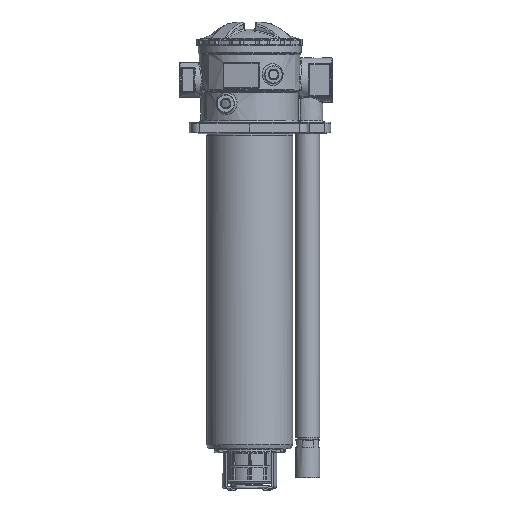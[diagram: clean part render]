
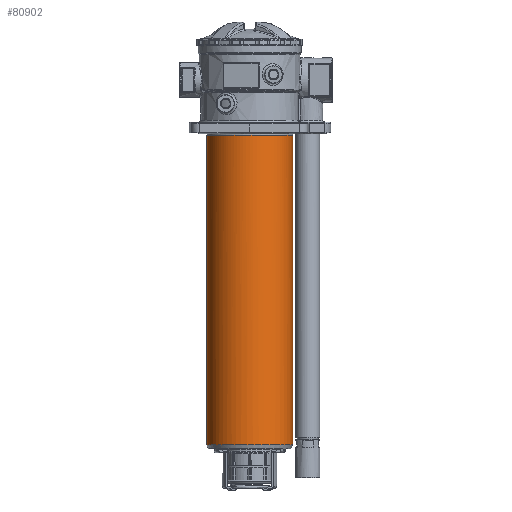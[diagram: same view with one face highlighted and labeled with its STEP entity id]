
A CAD part, left-side view. The second image highlights one B-rep face of the part: STEP entity #80902.
In plain terms, the highlighted free-form (B-spline) face has degree [2, 1] with [7, 2] control points.
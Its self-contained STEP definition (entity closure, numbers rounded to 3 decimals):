
#80823=CARTESIAN_POINT('V456',(0.0,-50.25,
   -365.1));
#80824=VERTEX_POINT('V456',#80823);
#80830=CARTESIAN_POINT('E689',(0.,-50.25,
   -365.1));
#80831=CARTESIAN_POINT('E689',(87.036,
   -50.25,-365.1));
#80832=CARTESIAN_POINT('E689',(43.518,25.125,
   -365.1));
#80833=CARTESIAN_POINT('E689',(0.,100.5,
   -365.1));
#80834=CARTESIAN_POINT('E689',(-43.518,
   25.125,-365.1));
#80835=CARTESIAN_POINT('E689',(-87.036,
   -50.25,-365.1));
#80836=CARTESIAN_POINT('E689',(0.,-50.25,
   -365.1));
#80844=(BOUNDED_CURVE()B_SPLINE_CURVE(2,(#80830,#80831,#80832,
   #80833,#80834,#80835,#80836),.CIRCULAR_ARC.,.T.,.U.)
   B_SPLINE_CURVE_WITH_KNOTS((3,2,2,3),(2.0,21.063,
   40.126,59.189),.UNSPECIFIED.)CURVE()
   GEOMETRIC_REPRESENTATION_ITEM()RATIONAL_B_SPLINE_CURVE((1.0,
   0.5,1.0,0.5,1.0,0.5,1.0)
   )REPRESENTATION_ITEM('E689'));
#80845=EDGE_CURVE('E689',#80824,#80824,#80844,.T.);
#80852=CARTESIAN_POINT('F257',(0.0,-50.25,
   4.027));
#80853=CARTESIAN_POINT('F257',(-87.036,
   -50.25,4.027));
#80854=CARTESIAN_POINT('F257',(-43.518,
   25.125,4.027));
#80855=CARTESIAN_POINT('F257',(0.,100.5,
   4.027));
#80856=CARTESIAN_POINT('F257',(43.518,25.125,
   4.027));
#80857=CARTESIAN_POINT('F257',(87.036,
   -50.25,4.027));
#80858=CARTESIAN_POINT('F257',(0.0,-50.25,
   4.027));
#80859=CARTESIAN_POINT('F257',(0.0,-50.25,
   -370.1));
#80860=CARTESIAN_POINT('F257',(-87.036,
   -50.25,-370.1));
#80861=CARTESIAN_POINT('F257',(-43.518,
   25.125,-370.1));
#80862=CARTESIAN_POINT('F257',(0.,100.5,
   -370.1));
#80863=CARTESIAN_POINT('F257',(43.518,25.125,
   -370.1));
#80864=CARTESIAN_POINT('F257',(87.036,
   -50.25,-370.1));
#80865=CARTESIAN_POINT('F257',(0.0,-50.25,
   -370.1));
#80873=(BOUNDED_SURFACE()B_SPLINE_SURFACE(2,1,((#80852,#80859),(
   #80853,#80860),(#80854,#80861),(#80855,#80862),(#80856,
   #80863),(#80857,#80864),(#80858,#80865)),.CYLINDRICAL_SURF.,
   .T.,.F.,.U.)B_SPLINE_SURFACE_WITH_KNOTS((3,2,2,3),(2,2),(0.0,
   0.465,0.931,1.396),(0.0,1.0),
   .UNSPECIFIED.)GEOMETRIC_REPRESENTATION_ITEM()
   RATIONAL_B_SPLINE_SURFACE(((1.0,1.0),(0.5,
   0.5),(1.0,1.0),(0.5,
   0.5),(1.0,1.0),(0.5,
   0.5),(1.0,1.0)))REPRESENTATION_ITEM('F257')
   SURFACE());
#80874=CARTESIAN_POINT('V455',(0.,-50.25,
   -3.));
#80875=VERTEX_POINT('V455',#80874);
#80876=CARTESIAN_POINT('E687',(0.,-50.25,
   -3.));
#80877=CARTESIAN_POINT('E687',(87.036,
   -50.25,-3.));
#80878=CARTESIAN_POINT('E687',(43.518,25.125,
   -3.));
#80879=CARTESIAN_POINT('E687',(0.,100.5,
   -3.));
#80880=CARTESIAN_POINT('E687',(-43.518,
   25.125,-3.));
#80881=CARTESIAN_POINT('E687',(-87.036,
   -50.25,-3.));
#80882=CARTESIAN_POINT('E687',(0.,-50.25,
   -3.));
#80890=(BOUNDED_CURVE()B_SPLINE_CURVE(2,(#80876,#80877,#80878,
   #80879,#80880,#80881,#80882),.CIRCULAR_ARC.,.T.,.U.)
   B_SPLINE_CURVE_WITH_KNOTS((3,2,2,3),(0.0,0.333,
   0.667,1.0),.UNSPECIFIED.)CURVE()
   GEOMETRIC_REPRESENTATION_ITEM()RATIONAL_B_SPLINE_CURVE((1.0,
   0.5,1.0,0.5,1.0,0.5,1.0)
   )REPRESENTATION_ITEM('E687'));
#80891=EDGE_CURVE('E687',#80875,#80875,#80890,.T.);
#80892=ORIENTED_EDGE('E687',*,*,#80891,.F.);
#80893=CARTESIAN_POINT('E688',(0.0,-50.25,
   -365.1));
#80894=CARTESIAN_POINT('E688',(0.0,-50.25,
   -3.));
#80895=B_SPLINE_CURVE_WITH_KNOTS('E688',1,(#80893,#80894),
   .POLYLINE_FORM.,.F.,.U.,(2,2),(0.013,
   0.981),.UNSPECIFIED.);
#80896=EDGE_CURVE('E688',#80824,#80875,#80895,.T.);
#80897=ORIENTED_EDGE('E688',*,*,#80896,.F.);
#80898=ORIENTED_EDGE('E689',*,*,#80845,.T.);
#80899=ORIENTED_EDGE('E688',*,*,#80896,.T.);
#80900=EDGE_LOOP('F257',(#80892,#80897,#80898,#80899));
#80901=FACE_OUTER_BOUND('F257',#80900,.T.);
#80902=ADVANCED_FACE('F257',(#80901),#80873,.T.);
